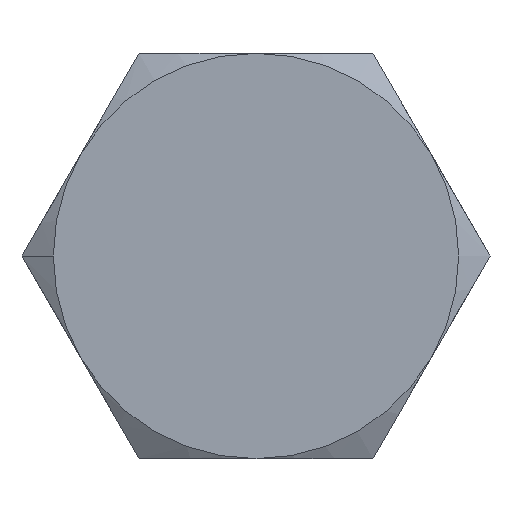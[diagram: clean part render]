
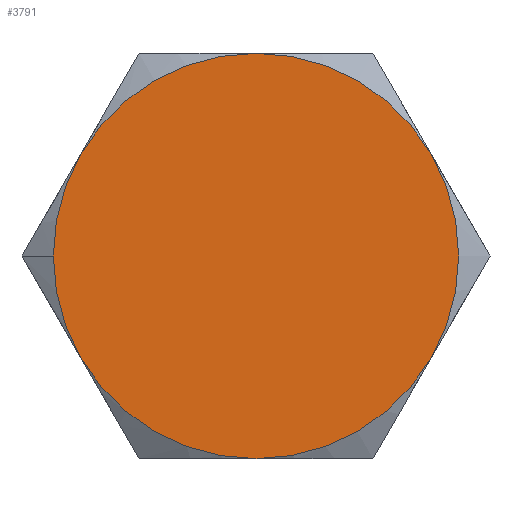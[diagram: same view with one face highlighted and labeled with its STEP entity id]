
A CAD part, left-side view. The second image highlights one B-rep face of the part: STEP entity #3791.
In plain terms, the highlighted planar face has unit normal (-1, 0, 0).
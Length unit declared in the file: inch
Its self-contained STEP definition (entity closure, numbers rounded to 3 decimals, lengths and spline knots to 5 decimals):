
#334 = CARTESIAN_POINT ( 'NONE',  ( 0., 0., 0. ) ) ;
#335 = DIRECTION ( 'NONE',  ( 1., 0., 0. ) ) ;
#336 = DIRECTION ( 'NONE',  ( 0., 1., 0. ) ) ;
#337 = CARTESIAN_POINT ( 'NONE',  ( 0., 0., 0. ) ) ;
#338 = AXIS2_PLACEMENT_3D ( 'NONE', #337, #335, #341 ) ;
#339 = AXIS2_PLACEMENT_3D ( 'NONE', #334, #343, #336 ) ;
#341 = DIRECTION ( 'NONE',  ( 0., 1., 0. ) ) ;
#343 = DIRECTION ( 'NONE',  ( 1., 0., 0. ) ) ;
#348 = CIRCLE ( 'NONE', #338, 0.281 ) ;
#354 = CIRCLE ( 'NONE', #339, 0.281 ) ;
#464 = AXIS2_PLACEMENT_3D ( 'NONE', #466, #473, #471 ) ;
#466 = CARTESIAN_POINT ( 'NONE',  ( 0., 0., 0. ) ) ;
#469 = CIRCLE ( 'NONE', #464, 0.281 ) ;
#471 = DIRECTION ( 'NONE',  ( 0., 1., 0. ) ) ;
#473 = DIRECTION ( 'NONE',  ( 1., 0., 0. ) ) ;
#2683 = CARTESIAN_POINT ( 'NONE',  ( 0., 0., 0. ) ) ;
#2686 = DIRECTION ( 'NONE',  ( 0., 0., -1. ) ) ;
#2688 = DIRECTION ( 'NONE',  ( 1., 0., 0. ) ) ;
#2720 = DIRECTION ( 'NONE',  ( 1., 0., 0. ) ) ;
#2732 = AXIS2_PLACEMENT_3D ( 'NONE', #2740, #2720, #2739 ) ;
#2736 = CIRCLE ( 'NONE', #2732, 0.281 ) ;
#2739 = DIRECTION ( 'NONE',  ( 0., 0., -1. ) ) ;
#2740 = CARTESIAN_POINT ( 'NONE',  ( 0., 0., 0. ) ) ;
#3005 = CARTESIAN_POINT ( 'NONE',  ( 0., 0.24335, 0.1405 ) ) ;
#3056 = AXIS2_PLACEMENT_3D ( 'NONE', #3098, #3097, #3096 ) ;
#3073 = PLANE ( 'NONE',  #3056 ) ;
#3091 = DIRECTION ( 'NONE',  ( 1., 0., 0. ) ) ;
#3092 = CARTESIAN_POINT ( 'NONE',  ( 0., 0., 0. ) ) ;
#3093 = AXIS2_PLACEMENT_3D ( 'NONE', #3092, #3091, #3152 ) ;
#3095 = CARTESIAN_POINT ( 'NONE',  ( 0., 0., 0. ) ) ;
#3096 = DIRECTION ( 'NONE',  ( 0., 0., -1. ) ) ;
#3097 = DIRECTION ( 'NONE',  ( 1., 0., 0. ) ) ;
#3098 = CARTESIAN_POINT ( 'NONE',  ( 0., 0.32447, 0. ) ) ;
#3099 = CIRCLE ( 'NONE', #3151, 0.281 ) ;
#3100 = FACE_OUTER_BOUND ( 'NONE', #3809, .T. ) ;
#3103 = CARTESIAN_POINT ( 'NONE',  ( 0., 0., 0.281 ) ) ;
#3110 = CIRCLE ( 'NONE', #3093, 0.281 ) ;
#3122 = CIRCLE ( 'NONE', #3130, 0.281 ) ;
#3130 = AXIS2_PLACEMENT_3D ( 'NONE', #2683, #2688, #2686 ) ;
#3132 = CARTESIAN_POINT ( 'NONE',  ( 0., 0.24335, -0.1405 ) ) ;
#3133 = CARTESIAN_POINT ( 'NONE',  ( 0., -0.24335, 0.1405 ) ) ;
#3134 = CARTESIAN_POINT ( 'NONE',  ( 0., 0., -0.281 ) ) ;
#3136 = CARTESIAN_POINT ( 'NONE',  ( 0., -0.24335, -0.1405 ) ) ;
#3138 = CARTESIAN_POINT ( 'NONE',  ( 0., 0.281, 0. ) ) ;
#3148 = DIRECTION ( 'NONE',  ( 0., 0., -1. ) ) ;
#3149 = DIRECTION ( 'NONE',  ( 1., 0., 0. ) ) ;
#3151 = AXIS2_PLACEMENT_3D ( 'NONE', #3095, #3149, #3148 ) ;
#3152 = DIRECTION ( 'NONE',  ( 0., 0., -1. ) ) ;
#3790 = VERTEX_POINT ( 'NONE', #3005 ) ;
#3791 = ADVANCED_FACE ( 'NONE', ( #3100 ), #3073, .F. ) ;
#3792 = ORIENTED_EDGE ( 'NONE', *, *, #3794, .F. ) ;
#3793 = ORIENTED_EDGE ( 'NONE', *, *, #3795, .F. ) ;
#3794 = EDGE_CURVE ( 'NONE', #3807, #3805, #3110, .T. ) ;
#3795 = EDGE_CURVE ( 'NONE', #3805, #3806, #3099, .T. ) ;
#3796 = VERTEX_POINT ( 'NONE', #3103 ) ;
#3804 = VERTEX_POINT ( 'NONE', #3138 ) ;
#3805 = VERTEX_POINT ( 'NONE', #3136 ) ;
#3806 = VERTEX_POINT ( 'NONE', #3134 ) ;
#3807 = VERTEX_POINT ( 'NONE', #3133 ) ;
#3809 = EDGE_LOOP ( 'NONE', ( #3793, #3792, #3815, #3817, #3812, #3814, #3820 ) ) ;
#3811 = VERTEX_POINT ( 'NONE', #3132 ) ;
#3812 = ORIENTED_EDGE ( 'NONE', *, *, #3818, .F. ) ;
#3813 = EDGE_CURVE ( 'NONE', #3796, #3807, #3122, .T. ) ;
#3814 = ORIENTED_EDGE ( 'NONE', *, *, #3823, .F. ) ;
#3815 = ORIENTED_EDGE ( 'NONE', *, *, #3813, .F. ) ;
#3816 = EDGE_CURVE ( 'NONE', #3790, #3796, #2736, .T. ) ;
#3817 = ORIENTED_EDGE ( 'NONE', *, *, #3816, .F. ) ;
#3818 = EDGE_CURVE ( 'NONE', #3804, #3790, #354, .T. ) ;
#3819 = EDGE_CURVE ( 'NONE', #3806, #3811, #348, .T. ) ;
#3820 = ORIENTED_EDGE ( 'NONE', *, *, #3819, .F. ) ;
#3823 = EDGE_CURVE ( 'NONE', #3811, #3804, #469, .T. ) ;
